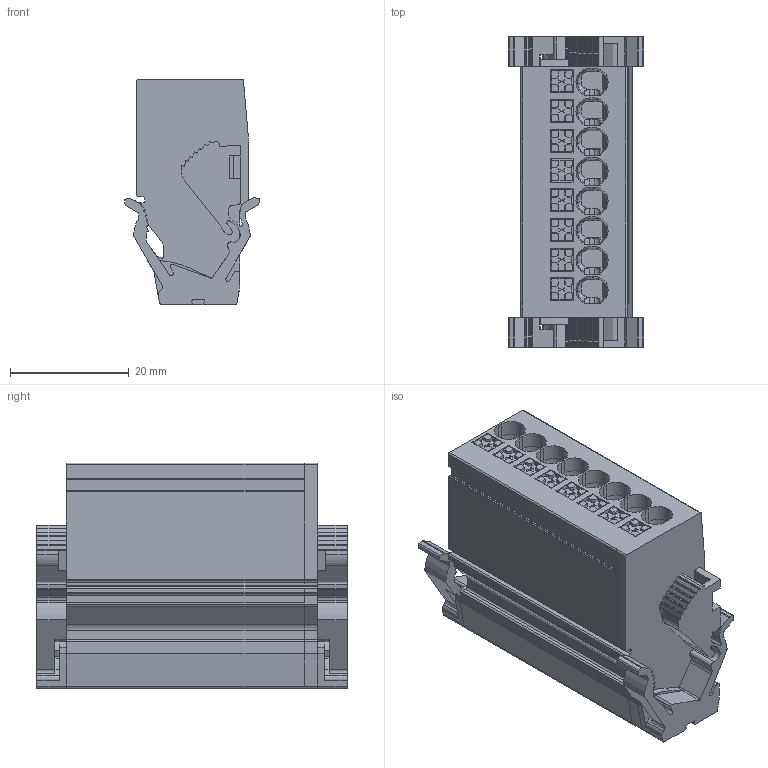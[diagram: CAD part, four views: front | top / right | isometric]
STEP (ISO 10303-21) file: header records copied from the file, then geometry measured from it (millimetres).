
FILE_DESCRIPTION(/* description */ ('Unknown'),/* implementation_level */ '2;1');
FILE_NAME(/* name */ 'PQPP2.5M-PFT8W_3D Solid',/* time_stamp */ '2024-09-20T14:31:35+05:00',/* author */ ('Unknown'),/* organization */ ('Unknown'),/* preprocessor_version */ 'ST-DEVELOPER v16.7',/* originating_system */ 'Solid Edge',/* authorisation */ 'Unknown');
FILE_SCHEMA (('AUTOMOTIVE_DESIGN {1 0 10303 214 3 1 1}'));
Products named in the file (1): PQPP2.5M-PFT8W_3D Solid
Bounding box: 22.74 x 52.25 x 38 mm (x, y, z)
Volume: 22273.5 mm3; surface area: 15766.3 mm2
Topology: 1 solids, 93 shells, 2145 faces, 5798 edges, 3829 vertices
Faces by surface type: plane 1150, cylinder 604, cone 257, torus 131, bspline 3
Full cylindrical faces by diameter (mm): 1 x2, 1.5 x10, 1.6 x1, 2 x1
Entity records: 80902 total; most frequent: CARTESIAN_POINT 13042, DIRECTION 10952, ORIENTED_EDGE 10918, EDGE_CURVE 5459, AXIS2_PLACEMENT_3D 3791, VERTEX_POINT 3679, LINE 3370, VECTOR 3370
